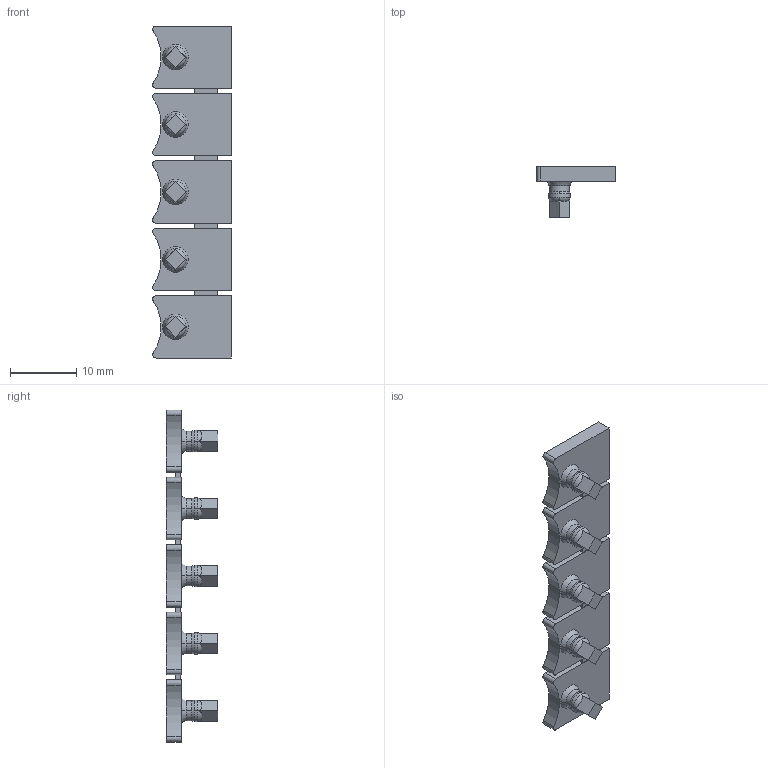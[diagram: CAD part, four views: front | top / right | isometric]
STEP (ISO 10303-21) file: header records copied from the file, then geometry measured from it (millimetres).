
FILE_DESCRIPTION(('SolidDesigner STEP Export'),'2;1');
FILE_NAME('3030006_WST_10_35-select.stp','2014-11-08T11:12:26',(''),(''),'Creo Elements/Direct Modeling STEP processor for AP214 (Solid Model)','Creo Elements/Direct Modeling 18.1 06-May-2012 (C) Parametric Technology GmbH','');
FILE_SCHEMA(('AUTOMOTIVE_DESIGN { 1 0 10303 214 1 1 1 1 }'));
Length unit declared in the file: millimetre
Products named in the file (2): 3030006_WST_10_35-select
Assembly tree (1 placements, depth 2):
  3030006_WST_10_35-select
    3030006_WST_10_35-select
Bounding box: 11.82 x 7.7 x 49.95 mm (x, y, z)
Volume: 1345.4 mm3; surface area: 1751.1 mm2
Topology: 1 solids, 1 shells, 131 faces, 318 edges, 202 vertices
Faces by surface type: plane 66, cylinder 35, cone 20, torus 10
Entity records: 10282 total; most frequent: CARTESIAN_POINT 6148, ORIENTED_EDGE 636, DIRECTION 604, EDGE_CURVE 318, AXIS2_PLACEMENT_3D 208, VERTEX_POINT 202, VECTOR 188, LINE 188
